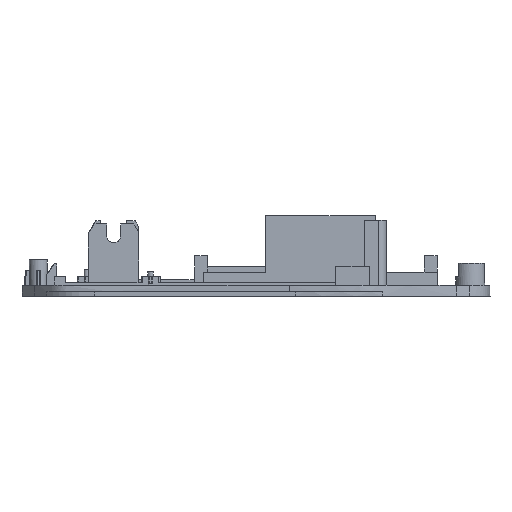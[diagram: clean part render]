
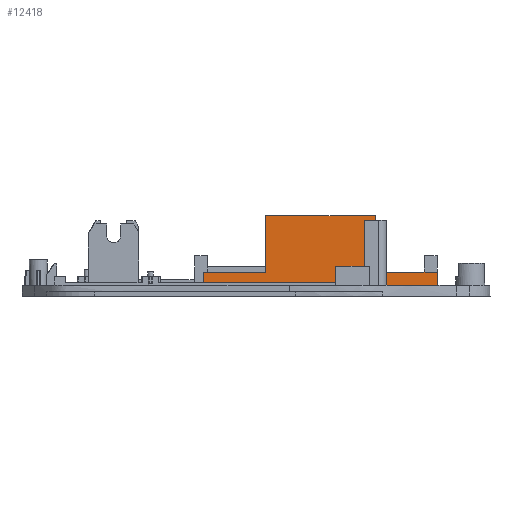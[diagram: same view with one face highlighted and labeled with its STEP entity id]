
A CAD part, left-side view. The second image highlights one B-rep face of the part: STEP entity #12418.
In plain terms, the highlighted planar face has unit normal (-1, 0, 0).
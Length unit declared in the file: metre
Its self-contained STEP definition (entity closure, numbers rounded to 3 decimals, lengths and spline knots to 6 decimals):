
#430=PLANE('',#13142);
#3035=ORIENTED_EDGE('',*,*,#5875,.T.);
#3036=ORIENTED_EDGE('',*,*,#5316,.F.);
#3037=ORIENTED_EDGE('',*,*,#5876,.F.);
#3038=ORIENTED_EDGE('',*,*,#5389,.T.);
#3039=ORIENTED_EDGE('',*,*,#5408,.F.);
#3040=ORIENTED_EDGE('',*,*,#5590,.F.);
#3041=ORIENTED_EDGE('',*,*,#5163,.T.);
#3042=ORIENTED_EDGE('',*,*,#5531,.T.);
#3043=ORIENTED_EDGE('',*,*,#5427,.T.);
#3044=ORIENTED_EDGE('',*,*,#5739,.F.);
#3045=ORIENTED_EDGE('',*,*,#5877,.F.);
#3046=ORIENTED_EDGE('',*,*,#5746,.F.);
#3047=ORIENTED_EDGE('',*,*,#5584,.F.);
#3048=ORIENTED_EDGE('',*,*,#5392,.T.);
#5163=EDGE_CURVE('',#6911,#6910,#8128,.T.);
#5316=EDGE_CURVE('',#7022,#7021,#8247,.T.);
#5389=EDGE_CURVE('',#7081,#7080,#8301,.T.);
#5392=EDGE_CURVE('',#7084,#7082,#8304,.T.);
#5408=EDGE_CURVE('',#7094,#7080,#8320,.T.);
#5427=EDGE_CURVE('',#7111,#7110,#8337,.T.);
#5531=EDGE_CURVE('',#6910,#7111,#8430,.T.);
#5584=EDGE_CURVE('',#7084,#7215,#8483,.T.);
#5590=EDGE_CURVE('',#6911,#7094,#8489,.T.);
#5739=EDGE_CURVE('',#7292,#7110,#8625,.T.);
#5746=EDGE_CURVE('',#7215,#7296,#8632,.T.);
#5875=EDGE_CURVE('',#7082,#7021,#8735,.T.);
#5876=EDGE_CURVE('',#7081,#7022,#8736,.T.);
#5877=EDGE_CURVE('',#7296,#7292,#8737,.T.);
#6910=VERTEX_POINT('',#18831);
#6911=VERTEX_POINT('',#18833);
#7021=VERTEX_POINT('',#20081);
#7022=VERTEX_POINT('',#20083);
#7080=VERTEX_POINT('',#20250);
#7081=VERTEX_POINT('',#20252);
#7082=VERTEX_POINT('',#20256);
#7084=VERTEX_POINT('',#20259);
#7094=VERTEX_POINT('',#20288);
#7110=VERTEX_POINT('',#20482);
#7111=VERTEX_POINT('',#20484);
#7215=VERTEX_POINT('',#20799);
#7292=VERTEX_POINT('',#21106);
#7296=VERTEX_POINT('',#21120);
#8128=LINE('',#18832,#9545);
#8247=LINE('',#20084,#9664);
#8301=LINE('',#20251,#9718);
#8304=LINE('',#20258,#9721);
#8320=LINE('',#20289,#9737);
#8337=LINE('',#20483,#9754);
#8430=LINE('',#20694,#9847);
#8483=LINE('',#20798,#9900);
#8489=LINE('',#20809,#9906);
#8625=LINE('',#21105,#10042);
#8632=LINE('',#21119,#10049);
#8735=LINE('',#21635,#10152);
#8736=LINE('',#21637,#10153);
#8737=LINE('',#21638,#10154);
#9545=VECTOR('',#14131,1.);
#9664=VECTOR('',#14334,1.);
#9718=VECTOR('',#14452,1.);
#9721=VECTOR('',#14457,1.);
#9737=VECTOR('',#14481,1.);
#9754=VECTOR('',#14504,1.);
#9847=VECTOR('',#14675,1.);
#9900=VECTOR('',#14764,1.);
#9906=VECTOR('',#14772,1.);
#10042=VECTOR('',#15082,1.);
#10049=VECTOR('',#15095,1.);
#10152=VECTOR('',#15310,1.);
#10153=VECTOR('',#15313,1.);
#10154=VECTOR('',#15314,1.);
#11014=EDGE_LOOP('',(#3035,#3036,#3037,#3038,#3039,#3040,#3041,#3042,#3043,
#3044,#3045,#3046,#3047,#3048));
#11726=FACE_BOUND('',#11014,.T.);
#12418=ADVANCED_FACE('',(#11726),#430,.T.);
#13142=AXIS2_PLACEMENT_3D('',#21636,#15311,#15312);
#14131=DIRECTION('',(0.,-1.,0.));
#14334=DIRECTION('',(0.,-1.,0.));
#14452=DIRECTION('',(0.,0.,-1.));
#14457=DIRECTION('',(0.,0.,1.));
#14481=DIRECTION('',(0.,-1.,0.));
#14504=DIRECTION('',(0.,-1.,0.));
#14675=DIRECTION('',(0.,0.,1.));
#14764=DIRECTION('',(0.,-1.,0.));
#14772=DIRECTION('',(0.,0.,1.));
#15082=DIRECTION('',(0.,0.,1.));
#15095=DIRECTION('',(0.,0.,-1.));
#15310=DIRECTION('',(0.,0.,1.));
#15311=DIRECTION('',(-1.,0.,0.));
#15312=DIRECTION('',(0.,0.,1.));
#15313=DIRECTION('',(0.,0.,1.));
#15314=DIRECTION('',(0.,1.,0.));
#18831=CARTESIAN_POINT('',(0.070616,-0.017294,0.0026));
#18832=CARTESIAN_POINT('',(0.070616,0.024569,0.0026));
#18833=CARTESIAN_POINT('',(0.070616,0.024569,0.0026));
#20081=CARTESIAN_POINT('',(0.070616,-0.016104,0.019096));
#20083=CARTESIAN_POINT('',(0.070616,0.00984,0.019096));
#20084=CARTESIAN_POINT('',(0.070616,0.00984,0.019096));
#20250=CARTESIAN_POINT('',(0.070616,0.00984,0.00575));
#20251=CARTESIAN_POINT('',(0.070616,0.00984,0.008488));
#20252=CARTESIAN_POINT('',(0.070616,0.00984,0.011226));
#20256=CARTESIAN_POINT('',(0.070616,-0.016104,0.011226));
#20258=CARTESIAN_POINT('',(0.070616,-0.016104,0.008488));
#20259=CARTESIAN_POINT('',(0.070616,-0.016104,0.00575));
#20288=CARTESIAN_POINT('',(0.070616,0.024569,0.00575));
#20289=CARTESIAN_POINT('',(0.070616,-0.032194,0.00575));
#20482=CARTESIAN_POINT('',(0.070616,-0.018414,0.003189));
#20483=CARTESIAN_POINT('',(0.070616,0.024569,0.003189));
#20484=CARTESIAN_POINT('',(0.070616,-0.017294,0.003189));
#20694=CARTESIAN_POINT('',(0.070616,-0.017294,0.003064));
#20798=CARTESIAN_POINT('',(0.070616,-0.032194,0.00575));
#20799=CARTESIAN_POINT('',(0.070616,-0.030731,0.00575));
#20809=CARTESIAN_POINT('',(0.070616,0.024569,0.010405));
#21105=CARTESIAN_POINT('',(0.070616,-0.018414,0.003011));
#21106=CARTESIAN_POINT('',(0.070616,-0.018414,0.0026));
#21119=CARTESIAN_POINT('',(0.070616,-0.030731,0.00245));
#21120=CARTESIAN_POINT('',(0.070616,-0.030731,0.0026));
#21635=CARTESIAN_POINT('',(0.070616,-0.016104,0.003064));
#21636=CARTESIAN_POINT('',(0.070616,0.024569,0.003064));
#21637=CARTESIAN_POINT('',(0.070616,0.00984,-0.000211));
#21638=CARTESIAN_POINT('',(0.070616,-0.054631,0.0026));
